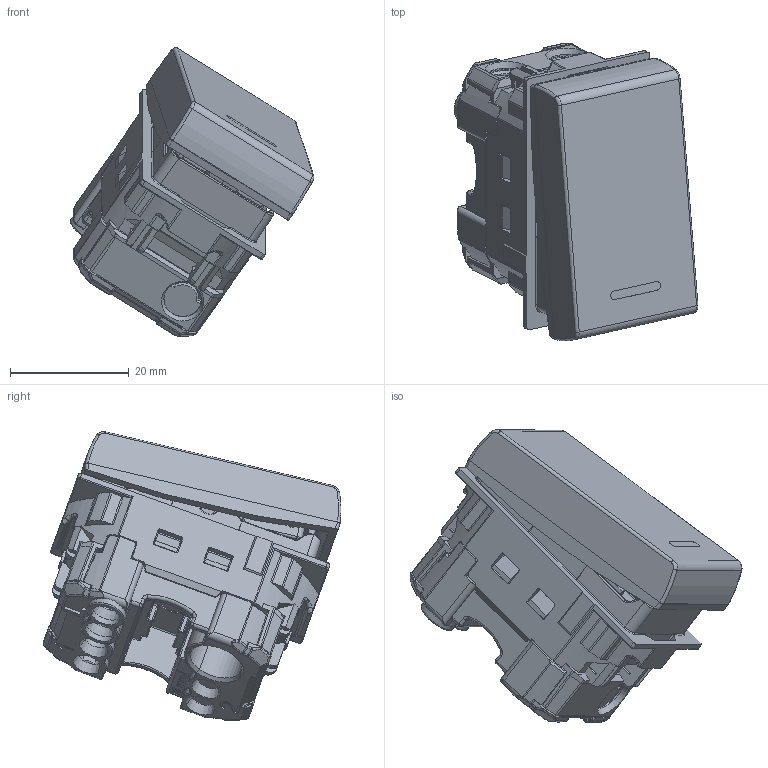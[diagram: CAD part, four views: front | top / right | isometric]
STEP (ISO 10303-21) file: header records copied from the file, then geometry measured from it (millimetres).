
FILE_DESCRIPTION(('CATIA V5 STEP Exchange'),'2;1');
FILE_NAME('45905.stp','2023-09-25T10:20:18+00:00',('none'),('none'),'CATIA Version 5-6 Release 2016 SP6','CATIA V5 STEP AP203','none');
FILE_SCHEMA(('CONFIG_CONTROL_DESIGN'));
Products named in the file (3): 45905; AS2217; AS2216
Assembly tree (13 placements, depth 3):
  45905
    #57
    #27038
    #74337
    AS2217
      #90585
      #92048
      #93041
    AS2216
      #92048
      #94988
      #93041
    #97584
    #97628
Bounding box: 41.01 x 50.1 x 48.58 mm (x, y, z)
Volume: 15377.9 mm3; surface area: 24302.3 mm2
Topology: 11 solids, 11 shells, 4039 faces, 10687 edges, 6494 vertices
Faces by surface type: plane 1728, cylinder 1275, bspline 365, torus 292, sphere 206, cone 150, revolution 23
Entity records: 137443 total; most frequent: CARTESIAN_POINT 50166, ORIENTED_EDGE 20470, DIRECTION 13685, EDGE_CURVE 10235, VERTEX_POINT 6336, VECTOR 5408, LINE 5408, AXIS2_PLACEMENT_3D 5279
